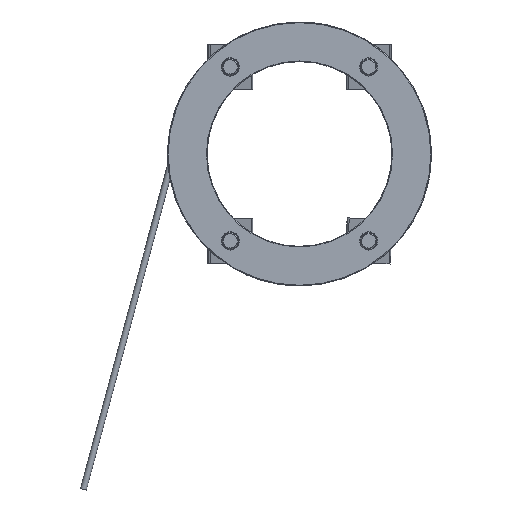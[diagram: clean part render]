
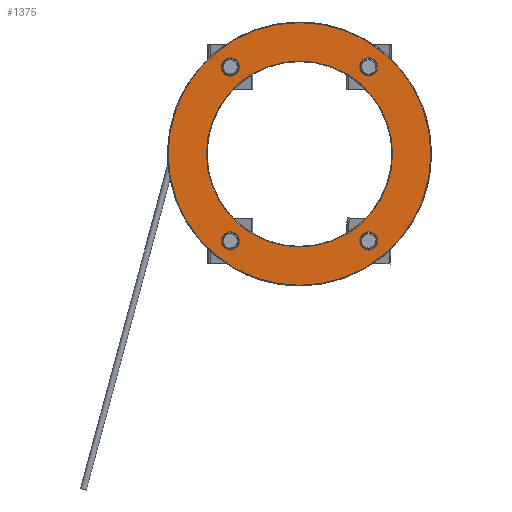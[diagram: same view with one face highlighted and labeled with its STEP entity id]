
A CAD part, front view. The second image highlights one B-rep face of the part: STEP entity #1375.
In plain terms, the highlighted planar face has unit normal (0, -1, 0).
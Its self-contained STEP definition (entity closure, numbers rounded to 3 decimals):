
#42 = DIRECTION ( 'NONE',  ( 0., 1., 0. ) ) ;
#54 = PLANE ( 'NONE',  #2335 ) ;
#56 = DIRECTION ( 'NONE',  ( 0., 0., 1. ) ) ;
#99 = EDGE_LOOP ( 'NONE', ( #2023 ) ) ;
#105 = ORIENTED_EDGE ( 'NONE', *, *, #1038, .T. ) ;
#133 = DIRECTION ( 'NONE',  ( 0., 1., 0. ) ) ;
#151 = CARTESIAN_POINT ( 'NONE',  ( -34.083, 0., -47.348 ) ) ;
#249 = CARTESIAN_POINT ( 'NONE',  ( 0., 0., -64.7 ) ) ;
#273 = AXIS2_PLACEMENT_3D ( 'NONE', #1386, #1585, #2022 ) ;
#318 = CIRCLE ( 'NONE', #2884, 4.5 ) ;
#477 = CIRCLE ( 'NONE', #2166, 4.5 ) ;
#492 = CARTESIAN_POINT ( 'NONE',  ( -34.083, 0., 47.348 ) ) ;
#587 = EDGE_LOOP ( 'NONE', ( #1008 ) ) ;
#644 = EDGE_LOOP ( 'NONE', ( #105 ) ) ;
#727 = CIRCLE ( 'NONE', #273, 64.7 ) ;
#779 = CARTESIAN_POINT ( 'NONE',  ( 45.5, 0., 0. ) ) ;
#960 = DIRECTION ( 'NONE',  ( 0., 1., 0. ) ) ;
#1008 = ORIENTED_EDGE ( 'NONE', *, *, #1140, .T. ) ;
#1010 = DIRECTION ( 'NONE',  ( 0., -1., 0. ) ) ;
#1038 = EDGE_CURVE ( 'NONE', #1084, #1084, #1751, .T. ) ;
#1065 = CARTESIAN_POINT ( 'NONE',  ( -34.083, 0., 42.848 ) ) ;
#1067 = EDGE_LOOP ( 'NONE', ( #2352 ) ) ;
#1068 = CARTESIAN_POINT ( 'NONE',  ( 34.083, 0., -47.348 ) ) ;
#1072 = CIRCLE ( 'NONE', #2807, 45.8 ) ;
#1084 = VERTEX_POINT ( 'NONE', #2269 ) ;
#1140 = EDGE_CURVE ( 'NONE', #2041, #2041, #1072, .T. ) ;
#1206 = ORIENTED_EDGE ( 'NONE', *, *, #1809, .T. ) ;
#1207 = DIRECTION ( 'NONE',  ( 0., 0., -1. ) ) ;
#1268 = EDGE_LOOP ( 'NONE', ( #1206 ) ) ;
#1294 = VERTEX_POINT ( 'NONE', #1068 ) ;
#1375 = ADVANCED_FACE ( 'NONE', ( #1961, #2836, #1436, #2878, #1724, #1946 ), #54, .T. ) ;
#1386 = CARTESIAN_POINT ( 'NONE',  ( 0., 0., 0. ) ) ;
#1412 = EDGE_CURVE ( 'NONE', #2447, #2447, #318, .T. ) ;
#1436 = FACE_BOUND ( 'NONE', #1268, .T. ) ;
#1585 = DIRECTION ( 'NONE',  ( 0., -1., 0. ) ) ;
#1722 = EDGE_LOOP ( 'NONE', ( #2520 ) ) ;
#1724 = FACE_BOUND ( 'NONE', #1067, .T. ) ;
#1751 = CIRCLE ( 'NONE', #2757, 4.5 ) ;
#1765 = EDGE_CURVE ( 'NONE', #1294, #1294, #2265, .T. ) ;
#1809 = EDGE_CURVE ( 'NONE', #2562, #2562, #477, .T. ) ;
#1840 = DIRECTION ( 'NONE',  ( 0., 0., -1. ) ) ;
#1870 = VERTEX_POINT ( 'NONE', #249 ) ;
#1946 = FACE_BOUND ( 'NONE', #99, .T. ) ;
#1956 = CARTESIAN_POINT ( 'NONE',  ( 34.083, 0., -42.848 ) ) ;
#1961 = FACE_BOUND ( 'NONE', #587, .T. ) ;
#1986 = DIRECTION ( 'NONE',  ( 0., 0., 1. ) ) ;
#2022 = DIRECTION ( 'NONE',  ( 0., 0., -1. ) ) ;
#2023 = ORIENTED_EDGE ( 'NONE', *, *, #1412, .T. ) ;
#2025 = CARTESIAN_POINT ( 'NONE',  ( -34.083, 0., -42.848 ) ) ;
#2041 = VERTEX_POINT ( 'NONE', #2769 ) ;
#2107 = CARTESIAN_POINT ( 'NONE',  ( 34.083, 0., 42.848 ) ) ;
#2166 = AXIS2_PLACEMENT_3D ( 'NONE', #1065, #133, #1986 ) ;
#2202 = EDGE_CURVE ( 'NONE', #1870, #1870, #727, .T. ) ;
#2265 = CIRCLE ( 'NONE', #2642, 4.5 ) ;
#2269 = CARTESIAN_POINT ( 'NONE',  ( 34.083, 0., 47.348 ) ) ;
#2334 = CARTESIAN_POINT ( 'NONE',  ( 0., 0., 0. ) ) ;
#2335 = AXIS2_PLACEMENT_3D ( 'NONE', #779, #1010, #1207 ) ;
#2352 = ORIENTED_EDGE ( 'NONE', *, *, #1765, .T. ) ;
#2447 = VERTEX_POINT ( 'NONE', #151 ) ;
#2448 = DIRECTION ( 'NONE',  ( 0., 1., 0. ) ) ;
#2520 = ORIENTED_EDGE ( 'NONE', *, *, #2202, .T. ) ;
#2562 = VERTEX_POINT ( 'NONE', #492 ) ;
#2642 = AXIS2_PLACEMENT_3D ( 'NONE', #1956, #2666, #2936 ) ;
#2652 = DIRECTION ( 'NONE',  ( 0., 0., -1. ) ) ;
#2666 = DIRECTION ( 'NONE',  ( 0., 1., 0. ) ) ;
#2757 = AXIS2_PLACEMENT_3D ( 'NONE', #2107, #960, #56 ) ;
#2769 = CARTESIAN_POINT ( 'NONE',  ( 0., 0., -45.8 ) ) ;
#2807 = AXIS2_PLACEMENT_3D ( 'NONE', #2334, #42, #1840 ) ;
#2836 = FACE_OUTER_BOUND ( 'NONE', #1722, .T. ) ;
#2878 = FACE_BOUND ( 'NONE', #644, .T. ) ;
#2884 = AXIS2_PLACEMENT_3D ( 'NONE', #2025, #2448, #2652 ) ;
#2936 = DIRECTION ( 'NONE',  ( 0., 0., -1. ) ) ;
